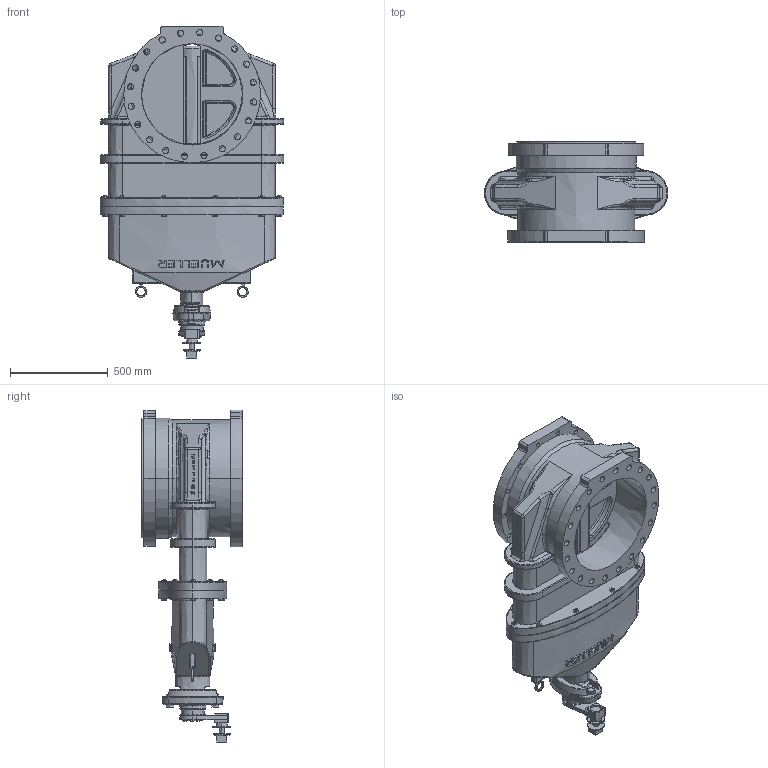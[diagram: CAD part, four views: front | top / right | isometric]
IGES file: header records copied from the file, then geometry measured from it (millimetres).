
Start section: SolidWorks IGES file using NURBS representation for surfaces
Global section: file name: A-2361-19_20_N.IGS; native system: SolidWorks 2014; preprocessor: SolidWorks 2014; author: CAD; date: 150223.131540; units: millimetre
Bounding box: 937.05 x 511.65 x 1695.76 mm (x, y, z)
Volume: 151187666.5 mm3; surface area: 7359810.4 mm2
Topology: 39 solids, 39 shells, 1879 faces, 4636 edges, 2916 vertices
Faces by surface type: bspline 1879
